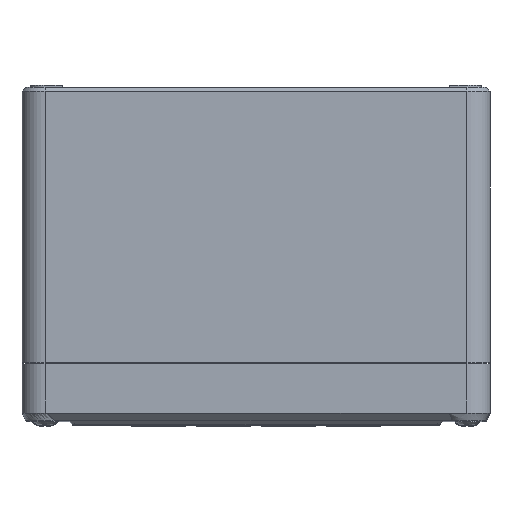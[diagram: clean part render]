
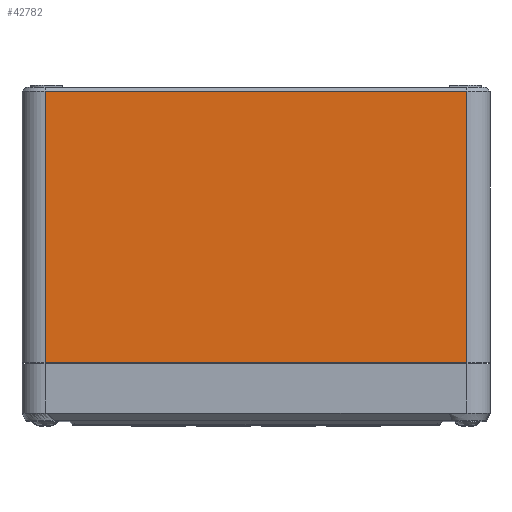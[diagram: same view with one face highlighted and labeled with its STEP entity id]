
A CAD part, top view. The second image highlights one B-rep face of the part: STEP entity #42782.
In plain terms, the highlighted planar face has unit normal (0, 0, 1).
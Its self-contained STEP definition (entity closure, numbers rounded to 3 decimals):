
#8212=PLANE('',#45434);
#8869=FACE_OUTER_BOUND('',#11626,.T.);
#11626=EDGE_LOOP('',(#31188,#31189,#31190,#31191));
#14909=LINE('',#70649,#16021);
#14986=LINE('',#71846,#16098);
#14987=LINE('',#71848,#16099);
#14988=LINE('',#71849,#16100);
#16021=VECTOR('',#47858,10.);
#16098=VECTOR('',#47991,10.);
#16099=VECTOR('',#47992,10.);
#16100=VECTOR('',#47993,10.);
#17680=VERTEX_POINT('',#70638);
#17684=VERTEX_POINT('',#70647);
#17768=VERTEX_POINT('',#71845);
#17769=VERTEX_POINT('',#71847);
#22718=EDGE_CURVE('',#17680,#17684,#14909,.T.);
#22845=EDGE_CURVE('',#17768,#17684,#14986,.T.);
#22846=EDGE_CURVE('',#17769,#17768,#14987,.T.);
#22847=EDGE_CURVE('',#17769,#17680,#14988,.T.);
#31188=ORIENTED_EDGE('',*,*,#22718,.T.);
#31189=ORIENTED_EDGE('',*,*,#22845,.F.);
#31190=ORIENTED_EDGE('',*,*,#22846,.F.);
#31191=ORIENTED_EDGE('',*,*,#22847,.T.);
#42782=ADVANCED_FACE('',(#8869),#8212,.T.);
#45434=AXIS2_PLACEMENT_3D('',#71844,#47989,#47990);
#47858=DIRECTION('',(1.,0.,0.));
#47989=DIRECTION('center_axis',(0.,0.,1.));
#47990=DIRECTION('ref_axis',(-1.,0.,0.));
#47991=DIRECTION('',(0.,-1.,0.));
#47992=DIRECTION('',(1.,0.,0.));
#47993=DIRECTION('',(0.,-1.,0.));
#70638=CARTESIAN_POINT('',(-116.,15.25,120.));
#70647=CARTESIAN_POINT('',(-6.,15.25,120.));
#70649=CARTESIAN_POINT('',(-33.5,15.25,120.));
#71844=CARTESIAN_POINT('Origin',(-6.,87.056,120.));
#71845=CARTESIAN_POINT('',(-6.,86.056,120.));
#71846=CARTESIAN_POINT('',(-6.,87.056,120.));
#71847=CARTESIAN_POINT('',(-116.,86.056,120.));
#71848=CARTESIAN_POINT('',(-33.5,86.056,120.));
#71849=CARTESIAN_POINT('',(-116.,87.056,120.));
